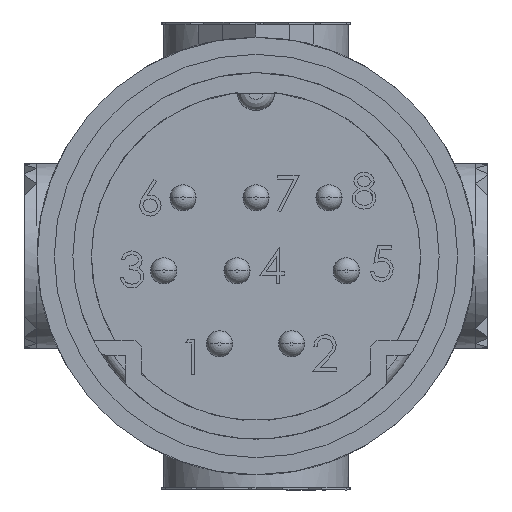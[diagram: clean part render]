
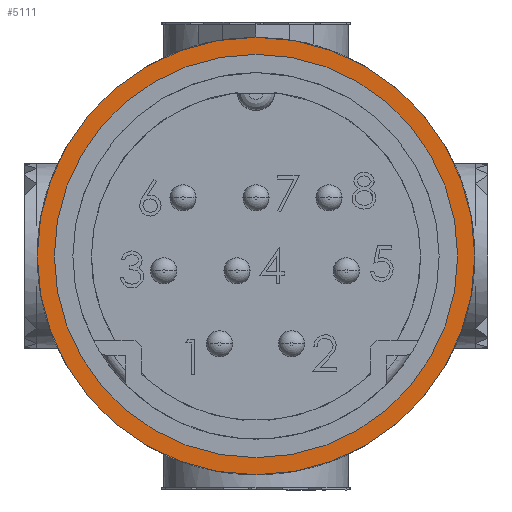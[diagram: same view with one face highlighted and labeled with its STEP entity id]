
A CAD part, front view. The second image highlights one B-rep face of the part: STEP entity #5111.
In plain terms, the highlighted face is planar.
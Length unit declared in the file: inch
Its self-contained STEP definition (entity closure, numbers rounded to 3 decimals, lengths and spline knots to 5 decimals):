
#4879 = ORIENTED_EDGE ( 'NONE', *, *, #10874, .F. ) ;
#4938 = ORIENTED_EDGE ( 'NONE', *, *, #10795, .F. ) ;
#4939 = EDGE_LOOP ( 'NONE', ( #4943, #4879 ) ) ;
#4943 = ORIENTED_EDGE ( 'NONE', *, *, #5014, .F. ) ;
#5012 = ORIENTED_EDGE ( 'NONE', *, *, #5013, .F. ) ;
#5013 = EDGE_CURVE ( 'NONE', #10796, #10789, #6224, .T. ) ;
#5014 = EDGE_CURVE ( 'NONE', #10875, #25351, #6163, .T. ) ;
#5073 = EDGE_LOOP ( 'NONE', ( #5012, #4938 ) ) ;
#5111 = ADVANCED_FACE ( 'NONE', ( #6473, #6307 ), #6306, .F. ) ;
#6159 = DIRECTION ( 'NONE',  ( 1., 0., 0. ) ) ;
#6160 = DIRECTION ( 'NONE',  ( 0., 0., -1. ) ) ;
#6161 = CARTESIAN_POINT ( 'NONE',  ( 0., 0., -0.375 ) ) ;
#6162 = AXIS2_PLACEMENT_3D ( 'NONE', #6161, #6160, #6159 ) ;
#6163 = CIRCLE ( 'NONE', #6162, 0.2175 ) ;
#6220 = DIRECTION ( 'NONE',  ( 1., 0., 0. ) ) ;
#6221 = DIRECTION ( 'NONE',  ( 0., 0., 1. ) ) ;
#6222 = CARTESIAN_POINT ( 'NONE',  ( 0., 0., -0.375 ) ) ;
#6223 = AXIS2_PLACEMENT_3D ( 'NONE', #6222, #6221, #6220 ) ;
#6224 = CIRCLE ( 'NONE', #6223, 0.236 ) ;
#6301 = DIRECTION ( 'NONE',  ( 1., 0., 0. ) ) ;
#6302 = DIRECTION ( 'NONE',  ( 0., 0., 1. ) ) ;
#6303 = CARTESIAN_POINT ( 'NONE',  ( 0., 0., -0.375 ) ) ;
#6304 = AXIS2_PLACEMENT_3D ( 'NONE', #6303, #6302, #6301 ) ;
#6306 = PLANE ( 'NONE',  #6304 ) ;
#6307 = FACE_BOUND ( 'NONE', #4939, .T. ) ;
#6473 = FACE_OUTER_BOUND ( 'NONE', #5073, .T. ) ;
#8298 = CIRCLE ( 'NONE', #8362, 0.236 ) ;
#8323 = CARTESIAN_POINT ( 'NONE',  ( 0.236, 0., -0.375 ) ) ;
#8358 = CARTESIAN_POINT ( 'NONE',  ( -0.236, 0., -0.375 ) ) ;
#8359 = DIRECTION ( 'NONE',  ( 1., 0., 0. ) ) ;
#8360 = DIRECTION ( 'NONE',  ( 0., 0., 1. ) ) ;
#8361 = CARTESIAN_POINT ( 'NONE',  ( 0., 0., -0.375 ) ) ;
#8362 = AXIS2_PLACEMENT_3D ( 'NONE', #8361, #8360, #8359 ) ;
#8553 = CARTESIAN_POINT ( 'NONE',  ( 0.2175, 0., -0.375 ) ) ;
#8554 = DIRECTION ( 'NONE',  ( 1., 0., 0. ) ) ;
#8555 = DIRECTION ( 'NONE',  ( 0., 0., -1. ) ) ;
#8556 = CARTESIAN_POINT ( 'NONE',  ( 0., 0., -0.375 ) ) ;
#8557 = AXIS2_PLACEMENT_3D ( 'NONE', #8556, #8555, #8554 ) ;
#8558 = CIRCLE ( 'NONE', #8557, 0.2175 ) ;
#10789 = VERTEX_POINT ( 'NONE', #8323 ) ;
#10795 = EDGE_CURVE ( 'NONE', #10789, #10796, #8298, .T. ) ;
#10796 = VERTEX_POINT ( 'NONE', #8358 ) ;
#10874 = EDGE_CURVE ( 'NONE', #25351, #10875, #8558, .T. ) ;
#10875 = VERTEX_POINT ( 'NONE', #8553 ) ;
#13293 = CARTESIAN_POINT ( 'NONE',  ( -0.2175, 0., -0.375 ) ) ;
#25351 = VERTEX_POINT ( 'NONE', #13293 ) ;
